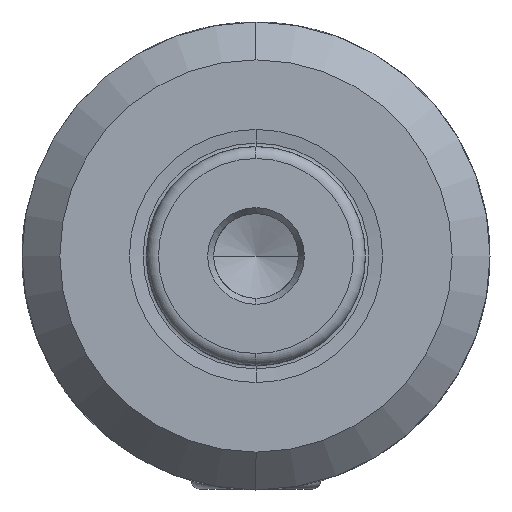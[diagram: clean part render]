
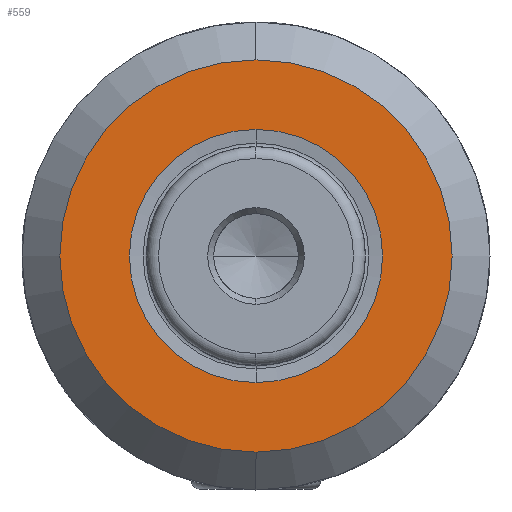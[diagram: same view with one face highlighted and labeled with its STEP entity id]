
A CAD part, left-side view. The second image highlights one B-rep face of the part: STEP entity #559.
In plain terms, the highlighted planar face has unit normal (-1, 0, 0).
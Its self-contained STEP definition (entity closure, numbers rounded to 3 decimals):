
#559 = ADVANCED_FACE ( 'NONE', ( #26974, #13197 ), #12556, .F. ) ;
#744 = DIRECTION ( 'NONE',  ( 0., 0., 1. ) ) ;
#1408 = VERTEX_POINT ( 'NONE', #30544 ) ;
#2128 = EDGE_CURVE ( 'NONE', #26566, #1408, #3181, .T. ) ;
#2197 = DIRECTION ( 'NONE',  ( 0., 0., 1. ) ) ;
#3040 = ORIENTED_EDGE ( 'NONE', *, *, #9169, .T. ) ;
#3181 = CIRCLE ( 'NONE', #19332, 12.715 ) ;
#3685 = DIRECTION ( 'NONE',  ( -1., 0., 0. ) ) ;
#3908 = DIRECTION ( 'NONE',  ( 0., 0., 1. ) ) ;
#4610 = CARTESIAN_POINT ( 'NONE',  ( -71.75, 0., 0. ) ) ;
#6875 = DIRECTION ( 'NONE',  ( -1., 0., 0. ) ) ;
#7880 = CIRCLE ( 'NONE', #10928, 19.7 ) ;
#9169 = EDGE_CURVE ( 'NONE', #19483, #32692, #16770, .T. ) ;
#9785 = DIRECTION ( 'NONE',  ( -1., 0., 0. ) ) ;
#10204 = ORIENTED_EDGE ( 'NONE', *, *, #13509, .T. ) ;
#10928 = AXIS2_PLACEMENT_3D ( 'NONE', #31471, #3685, #3908 ) ;
#11210 = AXIS2_PLACEMENT_3D ( 'NONE', #4610, #9785, #2197 ) ;
#12556 = PLANE ( 'NONE',  #21001 ) ;
#13197 = FACE_OUTER_BOUND ( 'NONE', #15992, .T. ) ;
#13509 = EDGE_CURVE ( 'NONE', #32692, #19483, #7880, .T. ) ;
#14000 = AXIS2_PLACEMENT_3D ( 'NONE', #14560, #6875, #17274 ) ;
#14560 = CARTESIAN_POINT ( 'NONE',  ( -71.75, 0., 0. ) ) ;
#15524 = CARTESIAN_POINT ( 'NONE',  ( -71.75, 0., -19.7 ) ) ;
#15821 = CARTESIAN_POINT ( 'NONE',  ( -71.75, 0., 0. ) ) ;
#15992 = EDGE_LOOP ( 'NONE', ( #10204, #3040 ) ) ;
#16770 = CIRCLE ( 'NONE', #14000, 19.7 ) ;
#17274 = DIRECTION ( 'NONE',  ( 0., 0., 1. ) ) ;
#18033 = CARTESIAN_POINT ( 'NONE',  ( -71.75, 0., 12.715 ) ) ;
#18245 = DIRECTION ( 'NONE',  ( -1., 0., 0. ) ) ;
#19332 = AXIS2_PLACEMENT_3D ( 'NONE', #15821, #18245, #744 ) ;
#19483 = VERTEX_POINT ( 'NONE', #30394 ) ;
#21001 = AXIS2_PLACEMENT_3D ( 'NONE', #29990, #22480, #30214 ) ;
#22480 = DIRECTION ( 'NONE',  ( 1., 0., 0. ) ) ;
#26245 = CIRCLE ( 'NONE', #11210, 12.715 ) ;
#26566 = VERTEX_POINT ( 'NONE', #18033 ) ;
#26974 = FACE_BOUND ( 'NONE', #27615, .T. ) ;
#27350 = ORIENTED_EDGE ( 'NONE', *, *, #27509, .F. ) ;
#27509 = EDGE_CURVE ( 'NONE', #1408, #26566, #26245, .T. ) ;
#27579 = ORIENTED_EDGE ( 'NONE', *, *, #2128, .F. ) ;
#27615 = EDGE_LOOP ( 'NONE', ( #27579, #27350 ) ) ;
#29990 = CARTESIAN_POINT ( 'NONE',  ( -71.75, 12.715, 0. ) ) ;
#30214 = DIRECTION ( 'NONE',  ( 0., 0., -1. ) ) ;
#30394 = CARTESIAN_POINT ( 'NONE',  ( -71.75, 0., 19.7 ) ) ;
#30544 = CARTESIAN_POINT ( 'NONE',  ( -71.75, 0., -12.715 ) ) ;
#31471 = CARTESIAN_POINT ( 'NONE',  ( -71.75, 0., 0. ) ) ;
#32692 = VERTEX_POINT ( 'NONE', #15524 ) ;
